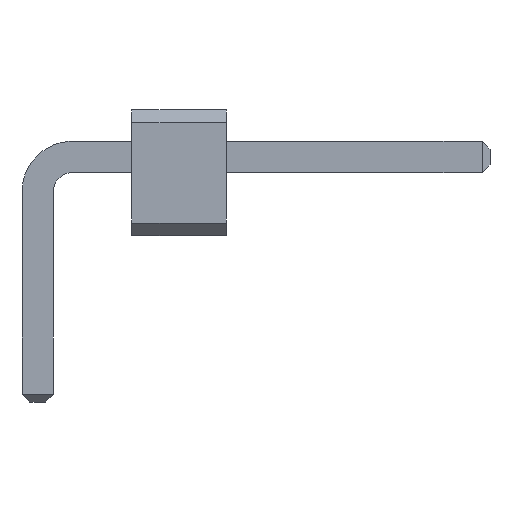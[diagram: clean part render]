
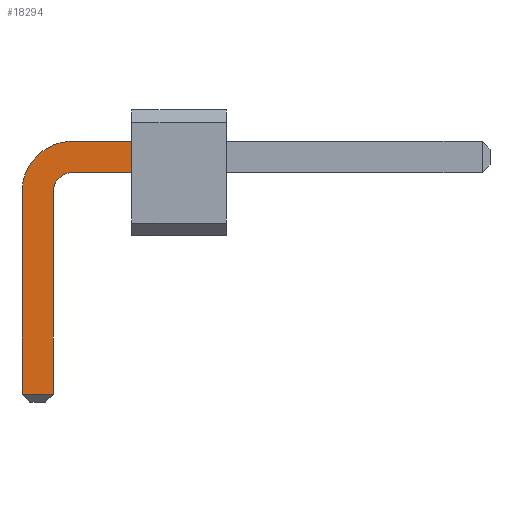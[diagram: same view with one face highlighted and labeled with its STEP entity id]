
A CAD part, front view. The second image highlights one B-rep face of the part: STEP entity #18294.
In plain terms, the highlighted planar face has unit normal (0, -1, 0).
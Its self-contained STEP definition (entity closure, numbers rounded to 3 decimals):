
#5792 = VERTEX_POINT('',#5793);
#5793 = CARTESIAN_POINT('',(1.5,-68.25,1.25));
#5801 = EDGE_CURVE('',#5792,#5802,#5804,.T.);
#5802 = VERTEX_POINT('',#5803);
#5803 = CARTESIAN_POINT('',(1.5,-68.25,0.75));
#5804 = LINE('',#5805,#5806);
#5805 = CARTESIAN_POINT('',(1.5,-68.25,0.499));
#5806 = VECTOR('',#5807,1.);
#5807 = DIRECTION('',(0.,0.,-1.));
#18194 = VERTEX_POINT('',#18195);
#18195 = CARTESIAN_POINT('',(0.5,-68.25,1.25));
#18201 = EDGE_CURVE('',#18194,#5792,#18202,.T.);
#18202 = LINE('',#18203,#18204);
#18203 = CARTESIAN_POINT('',(0.5,-68.25,1.25));
#18204 = VECTOR('',#18205,1.);
#18205 = DIRECTION('',(1.,0.,0.));
#18276 = EDGE_CURVE('',#5802,#18277,#18279,.T.);
#18277 = VERTEX_POINT('',#18278);
#18278 = CARTESIAN_POINT('',(0.5,-68.25,0.75));
#18279 = LINE('',#18280,#18281);
#18280 = CARTESIAN_POINT('',(7.2,-68.25,0.75));
#18281 = VECTOR('',#18282,1.);
#18282 = DIRECTION('',(-1.,0.,0.));
#18294 = ADVANCED_FACE('',(#18295),#18340,.F.);
#18295 = FACE_BOUND('',#18296,.F.);
#18296 = EDGE_LOOP('',(#18297,#18298,#18299,#18308,#18316,#18324,#18332,
#18339));
#18297 = ORIENTED_EDGE('',*,*,#5801,.T.);
#18298 = ORIENTED_EDGE('',*,*,#18276,.T.);
#18299 = ORIENTED_EDGE('',*,*,#18300,.T.);
#18300 = EDGE_CURVE('',#18277,#18301,#18303,.T.);
#18301 = VERTEX_POINT('',#18302);
#18302 = CARTESIAN_POINT('',(0.25,-68.25,0.5));
#18303 = CIRCLE('',#18304,0.324);
#18304 = AXIS2_PLACEMENT_3D('',#18305,#18306,#18307);
#18305 = CARTESIAN_POINT('',(0.567,-68.25,0.433));
#18306 = DIRECTION('',(0.,-1.,0.));
#18307 = DIRECTION('',(-0.207,0.,0.978
));
#18308 = ORIENTED_EDGE('',*,*,#18309,.T.);
#18309 = EDGE_CURVE('',#18301,#18310,#18312,.T.);
#18310 = VERTEX_POINT('',#18311);
#18311 = CARTESIAN_POINT('',(0.25,-68.25,-2.775));
#18312 = LINE('',#18313,#18314);
#18313 = CARTESIAN_POINT('',(0.25,-68.25,0.5));
#18314 = VECTOR('',#18315,1.);
#18315 = DIRECTION('',(0.,0.,-1.));
#18316 = ORIENTED_EDGE('',*,*,#18317,.T.);
#18317 = EDGE_CURVE('',#18310,#18318,#18320,.T.);
#18318 = VERTEX_POINT('',#18319);
#18319 = CARTESIAN_POINT('',(-0.25,-68.25,-2.775));
#18320 = LINE('',#18321,#18322);
#18321 = CARTESIAN_POINT('',(0.25,-68.25,-2.775));
#18322 = VECTOR('',#18323,1.);
#18323 = DIRECTION('',(-1.,0.,0.));
#18324 = ORIENTED_EDGE('',*,*,#18325,.T.);
#18325 = EDGE_CURVE('',#18318,#18326,#18328,.T.);
#18326 = VERTEX_POINT('',#18327);
#18327 = CARTESIAN_POINT('',(-0.25,-68.25,0.5));
#18328 = LINE('',#18329,#18330);
#18329 = CARTESIAN_POINT('',(-0.25,-68.25,-2.9));
#18330 = VECTOR('',#18331,1.);
#18331 = DIRECTION('',(0.,0.,1.));
#18332 = ORIENTED_EDGE('',*,*,#18333,.T.);
#18333 = EDGE_CURVE('',#18326,#18194,#18334,.T.);
#18334 = CIRCLE('',#18335,0.808);
#18335 = AXIS2_PLACEMENT_3D('',#18336,#18337,#18338);
#18336 = CARTESIAN_POINT('',(0.556,-68.25,0.444));
#18337 = DIRECTION('',(0.,1.,0.));
#18338 = DIRECTION('',(-0.998,0.,
0.069));
#18339 = ORIENTED_EDGE('',*,*,#18201,.T.);
#18340 = PLANE('',#18341);
#18341 = AXIS2_PLACEMENT_3D('',#18342,#18343,#18344);
#18342 = CARTESIAN_POINT('',(2.437,-68.25,0.248));
#18343 = DIRECTION('',(0.,1.,-0.));
#18344 = DIRECTION('',(0.,0.,-1.));
